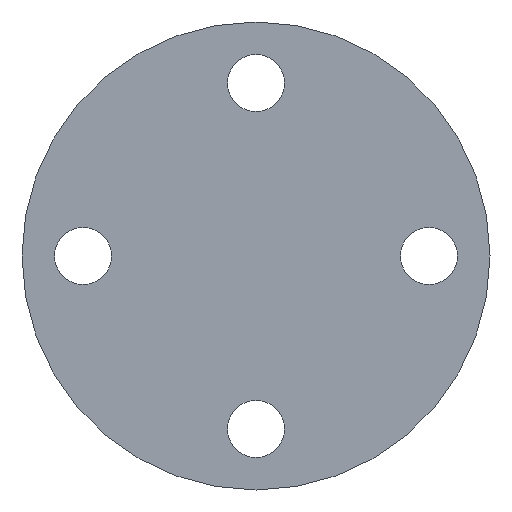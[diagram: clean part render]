
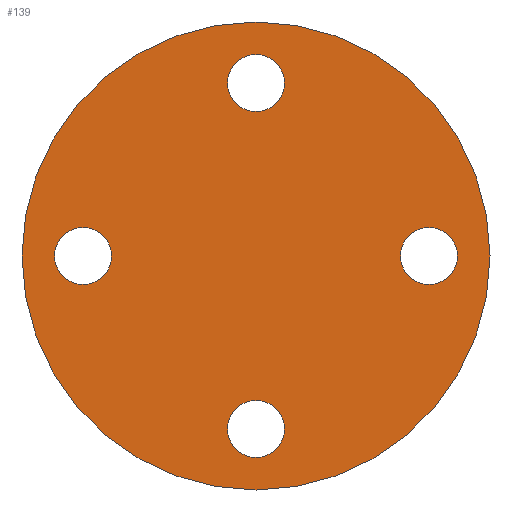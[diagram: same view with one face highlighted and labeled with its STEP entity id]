
A CAD part, front view. The second image highlights one B-rep face of the part: STEP entity #139.
In plain terms, the highlighted planar face has unit normal (0, -1, 0).
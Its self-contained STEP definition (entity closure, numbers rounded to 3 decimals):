
#4 = CARTESIAN_POINT ( 'NONE',  ( -35.5, 0., 0. ) ) ;
#5 = DIRECTION ( 'NONE',  ( 0., 1., 0. ) ) ;
#13 = DIRECTION ( 'NONE',  ( 0., 1., 0. ) ) ;
#22 = CIRCLE ( 'NONE', #219, 57.5 ) ;
#32 = AXIS2_PLACEMENT_3D ( 'NONE', #364, #375, #263 ) ;
#35 = EDGE_CURVE ( 'NONE', #94, #51, #252, .T. ) ;
#40 = DIRECTION ( 'NONE',  ( 0., 0., 1. ) ) ;
#45 = AXIS2_PLACEMENT_3D ( 'NONE', #440, #262, #197 ) ;
#47 = CIRCLE ( 'NONE', #421, 7. ) ;
#51 = VERTEX_POINT ( 'NONE', #445 ) ;
#53 = VERTEX_POINT ( 'NONE', #148 ) ;
#58 = VERTEX_POINT ( 'NONE', #344 ) ;
#63 = AXIS2_PLACEMENT_3D ( 'NONE', #307, #405, #414 ) ;
#64 = EDGE_LOOP ( 'NONE', ( #311, #226 ) ) ;
#65 = FACE_BOUND ( 'NONE', #113, .T. ) ;
#67 = VERTEX_POINT ( 'NONE', #81 ) ;
#69 = EDGE_CURVE ( 'NONE', #67, #380, #419, .T. ) ;
#77 = DIRECTION ( 'NONE',  ( 0., 0., -1. ) ) ;
#78 = EDGE_CURVE ( 'NONE', #196, #53, #373, .T. ) ;
#79 = EDGE_CURVE ( 'NONE', #458, #92, #167, .T. ) ;
#81 = CARTESIAN_POINT ( 'NONE',  ( -49.5, 0., 0. ) ) ;
#84 = CIRCLE ( 'NONE', #253, 7. ) ;
#86 = DIRECTION ( 'NONE',  ( 0., 1., 0. ) ) ;
#89 = CARTESIAN_POINT ( 'NONE',  ( -42.5, 0., 0. ) ) ;
#92 = VERTEX_POINT ( 'NONE', #224 ) ;
#94 = VERTEX_POINT ( 'NONE', #102 ) ;
#99 = DIRECTION ( 'NONE',  ( 0., 1., 0. ) ) ;
#102 = CARTESIAN_POINT ( 'NONE',  ( 0., 0., 57.5 ) ) ;
#106 = EDGE_CURVE ( 'NONE', #51, #94, #22, .T. ) ;
#107 = CARTESIAN_POINT ( 'NONE',  ( 0., 0., 42.5 ) ) ;
#113 = EDGE_LOOP ( 'NONE', ( #242, #327 ) ) ;
#117 = ORIENTED_EDGE ( 'NONE', *, *, #446, .T. ) ;
#123 = ORIENTED_EDGE ( 'NONE', *, *, #368, .T. ) ;
#124 = ORIENTED_EDGE ( 'NONE', *, *, #363, .T. ) ;
#129 = CIRCLE ( 'NONE', #32, 7. ) ;
#134 = FACE_OUTER_BOUND ( 'NONE', #64, .T. ) ;
#139 = ADVANCED_FACE ( 'NONE', ( #170, #65, #250, #431, #134 ), #462, .F. ) ;
#140 = AXIS2_PLACEMENT_3D ( 'NONE', #317, #243, #449 ) ;
#148 = CARTESIAN_POINT ( 'NONE',  ( 35.5, 0., 0. ) ) ;
#154 = CARTESIAN_POINT ( 'NONE',  ( 42.5, 0., 0. ) ) ;
#164 = EDGE_LOOP ( 'NONE', ( #124, #352 ) ) ;
#167 = CIRCLE ( 'NONE', #434, 7. ) ;
#170 = FACE_BOUND ( 'NONE', #238, .T. ) ;
#182 = EDGE_CURVE ( 'NONE', #92, #458, #189, .T. ) ;
#186 = CARTESIAN_POINT ( 'NONE',  ( 0., 0., -42.5 ) ) ;
#189 = CIRCLE ( 'NONE', #351, 7. ) ;
#196 = VERTEX_POINT ( 'NONE', #393 ) ;
#197 = DIRECTION ( 'NONE',  ( 0., 0., 1. ) ) ;
#208 = DIRECTION ( 'NONE',  ( 0., 0., 1. ) ) ;
#219 = AXIS2_PLACEMENT_3D ( 'NONE', #389, #287, #424 ) ;
#223 = CARTESIAN_POINT ( 'NONE',  ( 0., 0., -35.5 ) ) ;
#224 = CARTESIAN_POINT ( 'NONE',  ( 0., 0., 35.5 ) ) ;
#226 = ORIENTED_EDGE ( 'NONE', *, *, #35, .F. ) ;
#235 = DIRECTION ( 'NONE',  ( 1., 0., 0. ) ) ;
#238 = EDGE_LOOP ( 'NONE', ( #117, #269 ) ) ;
#239 = CARTESIAN_POINT ( 'NONE',  ( 0., 0., 49.5 ) ) ;
#240 = CIRCLE ( 'NONE', #309, 7. ) ;
#242 = ORIENTED_EDGE ( 'NONE', *, *, #182, .T. ) ;
#243 = DIRECTION ( 'NONE',  ( 0., 1., 0. ) ) ;
#250 = FACE_BOUND ( 'NONE', #164, .T. ) ;
#252 = CIRCLE ( 'NONE', #45, 57.5 ) ;
#253 = AXIS2_PLACEMENT_3D ( 'NONE', #154, #86, #406 ) ;
#262 = DIRECTION ( 'NONE',  ( 0., 1., 0. ) ) ;
#263 = DIRECTION ( 'NONE',  ( 0., 0., 1. ) ) ;
#269 = ORIENTED_EDGE ( 'NONE', *, *, #69, .T. ) ;
#279 = CARTESIAN_POINT ( 'NONE',  ( 0., 0., 42.5 ) ) ;
#287 = DIRECTION ( 'NONE',  ( 0., 1., 0. ) ) ;
#296 = DIRECTION ( 'NONE',  ( 0., 1., 0. ) ) ;
#307 = CARTESIAN_POINT ( 'NONE',  ( -42.5, 0., 0. ) ) ;
#309 = AXIS2_PLACEMENT_3D ( 'NONE', #89, #13, #235 ) ;
#311 = ORIENTED_EDGE ( 'NONE', *, *, #106, .F. ) ;
#316 = VERTEX_POINT ( 'NONE', #223 ) ;
#317 = CARTESIAN_POINT ( 'NONE',  ( 42.5, 0., 0. ) ) ;
#327 = ORIENTED_EDGE ( 'NONE', *, *, #79, .T. ) ;
#332 = DIRECTION ( 'NONE',  ( 0., 1., 0. ) ) ;
#344 = CARTESIAN_POINT ( 'NONE',  ( 0., 0., -49.5 ) ) ;
#351 = AXIS2_PLACEMENT_3D ( 'NONE', #279, #99, #429 ) ;
#352 = ORIENTED_EDGE ( 'NONE', *, *, #78, .T. ) ;
#363 = EDGE_CURVE ( 'NONE', #53, #196, #84, .T. ) ;
#364 = CARTESIAN_POINT ( 'NONE',  ( 0., 0., -42.5 ) ) ;
#368 = EDGE_CURVE ( 'NONE', #316, #58, #129, .T. ) ;
#373 = CIRCLE ( 'NONE', #140, 7. ) ;
#375 = DIRECTION ( 'NONE',  ( 0., 1., 0. ) ) ;
#380 = VERTEX_POINT ( 'NONE', #4 ) ;
#388 = AXIS2_PLACEMENT_3D ( 'NONE', #396, #332, #208 ) ;
#389 = CARTESIAN_POINT ( 'NONE',  ( 0., 0., 0. ) ) ;
#393 = CARTESIAN_POINT ( 'NONE',  ( 49.5, 0., 0. ) ) ;
#396 = CARTESIAN_POINT ( 'NONE',  ( 0., 0., 0. ) ) ;
#405 = DIRECTION ( 'NONE',  ( 0., 1., 0. ) ) ;
#406 = DIRECTION ( 'NONE',  ( -1., 0., 0. ) ) ;
#414 = DIRECTION ( 'NONE',  ( 1., 0., 0. ) ) ;
#417 = EDGE_CURVE ( 'NONE', #58, #316, #47, .T. ) ;
#419 = CIRCLE ( 'NONE', #63, 7. ) ;
#421 = AXIS2_PLACEMENT_3D ( 'NONE', #186, #5, #40 ) ;
#424 = DIRECTION ( 'NONE',  ( 0., 0., 1. ) ) ;
#429 = DIRECTION ( 'NONE',  ( 0., 0., -1. ) ) ;
#431 = FACE_BOUND ( 'NONE', #443, .T. ) ;
#434 = AXIS2_PLACEMENT_3D ( 'NONE', #107, #296, #77 ) ;
#440 = CARTESIAN_POINT ( 'NONE',  ( 0., 0., 0. ) ) ;
#443 = EDGE_LOOP ( 'NONE', ( #123, #450 ) ) ;
#445 = CARTESIAN_POINT ( 'NONE',  ( 0., 0., -57.5 ) ) ;
#446 = EDGE_CURVE ( 'NONE', #380, #67, #240, .T. ) ;
#449 = DIRECTION ( 'NONE',  ( -1., 0., 0. ) ) ;
#450 = ORIENTED_EDGE ( 'NONE', *, *, #417, .T. ) ;
#458 = VERTEX_POINT ( 'NONE', #239 ) ;
#462 = PLANE ( 'NONE',  #388 ) ;
